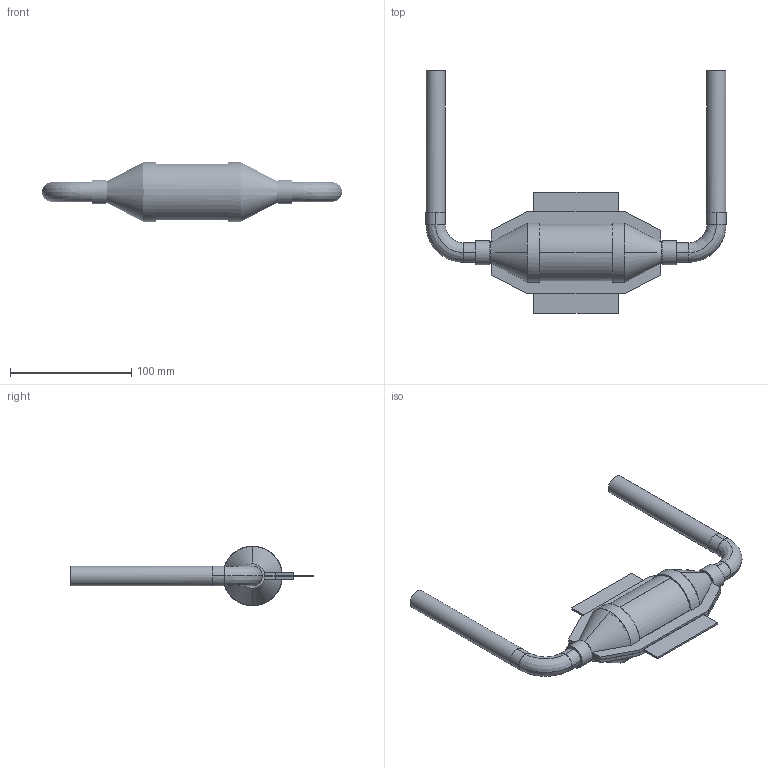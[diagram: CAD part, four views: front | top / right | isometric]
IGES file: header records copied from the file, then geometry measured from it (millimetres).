
Global section: file name: GTK_vessel.igs; preprocessor: I-DEAS 3D IGES Translator 12; date: 20100329.091153; units: millimetre
Bounding box: 247.46 x 200 x 49 mm (x, y, z)
Volume: 28969.5 mm3; surface area: 138025.6 mm2
Topology: 326 solids, 326 shells, 1350 faces, 2450 edges, 1936 vertices
Faces by surface type: bspline 1350
